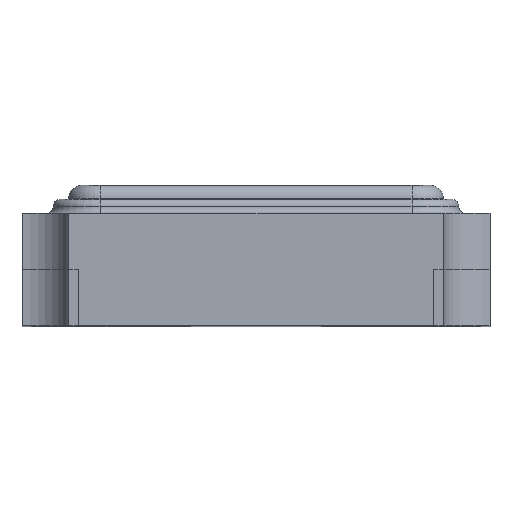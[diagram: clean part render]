
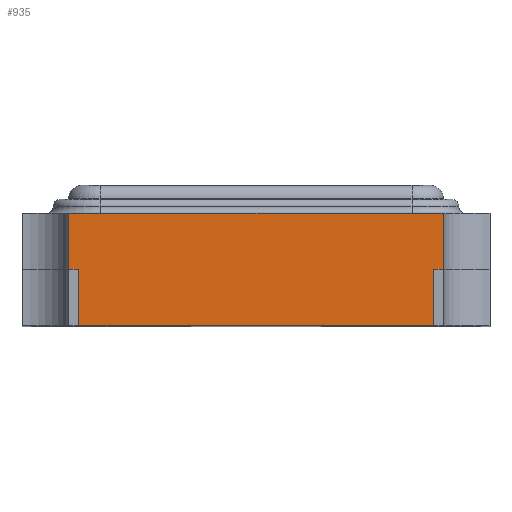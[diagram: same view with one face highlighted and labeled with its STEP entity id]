
A CAD part, top view. The second image highlights one B-rep face of the part: STEP entity #935.
In plain terms, the highlighted planar face has unit normal (0, 0, 1).
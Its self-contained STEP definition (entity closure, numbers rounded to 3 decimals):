
#58 = DIRECTION ( 'NONE',  ( -1., 0., 0. ) ) ;
#67 = EDGE_CURVE ( 'NONE', #2316, #170, #3226, .T. ) ;
#88 = LINE ( 'NONE', #1229, #3550 ) ;
#132 = LINE ( 'NONE', #3631, #638 ) ;
#170 = VERTEX_POINT ( 'NONE', #1335 ) ;
#192 = CARTESIAN_POINT ( 'NONE',  ( -0.95, 0., 1.6 ) ) ;
#242 = VERTEX_POINT ( 'NONE', #3846 ) ;
#275 = CARTESIAN_POINT ( 'NONE',  ( 1., 0.6, 1.6 ) ) ;
#358 = VECTOR ( 'NONE', #2296, 1000. ) ;
#418 = AXIS2_PLACEMENT_3D ( 'NONE', #3409, #3484, #3118 ) ;
#447 = ORIENTED_EDGE ( 'NONE', *, *, #67, .F. ) ;
#477 = VECTOR ( 'NONE', #1503, 1000. ) ;
#513 = VERTEX_POINT ( 'NONE', #1627 ) ;
#518 = PLANE ( 'NONE',  #418 ) ;
#557 = ORIENTED_EDGE ( 'NONE', *, *, #3029, .T. ) ;
#607 = VECTOR ( 'NONE', #58, 1000. ) ;
#617 = CARTESIAN_POINT ( 'NONE',  ( -0.95, 0.3, 1.6 ) ) ;
#638 = VECTOR ( 'NONE', #939, 1000. ) ;
#806 = VERTEX_POINT ( 'NONE', #1925 ) ;
#890 = EDGE_CURVE ( 'NONE', #2042, #513, #997, .T. ) ;
#935 = ADVANCED_FACE ( 'NONE', ( #1621 ), #518, .F. ) ;
#939 = DIRECTION ( 'NONE',  ( 1., 0., 0. ) ) ;
#997 = LINE ( 'NONE', #3386, #1594 ) ;
#1063 = ORIENTED_EDGE ( 'NONE', *, *, #3188, .F. ) ;
#1090 = VECTOR ( 'NONE', #3010, 1000. ) ;
#1103 = CARTESIAN_POINT ( 'NONE',  ( -1.25, 0., 1.6 ) ) ;
#1229 = CARTESIAN_POINT ( 'NONE',  ( 0., 0.3, 1.6 ) ) ;
#1313 = EDGE_CURVE ( 'NONE', #242, #806, #2328, .T. ) ;
#1314 = ORIENTED_EDGE ( 'NONE', *, *, #1313, .F. ) ;
#1335 = CARTESIAN_POINT ( 'NONE',  ( 0.95, 0., 1.6 ) ) ;
#1503 = DIRECTION ( 'NONE',  ( 0., -1., 0. ) ) ;
#1564 = LINE ( 'NONE', #3713, #607 ) ;
#1594 = VECTOR ( 'NONE', #3093, 1000. ) ;
#1621 = FACE_OUTER_BOUND ( 'NONE', #2899, .T. ) ;
#1627 = CARTESIAN_POINT ( 'NONE',  ( 1., 0.3, 1.6 ) ) ;
#1631 = ORIENTED_EDGE ( 'NONE', *, *, #890, .F. ) ;
#1792 = EDGE_CURVE ( 'NONE', #3847, #170, #3208, .T. ) ;
#1925 = CARTESIAN_POINT ( 'NONE',  ( -1., 0.6, 1.6 ) ) ;
#2012 = VERTEX_POINT ( 'NONE', #617 ) ;
#2042 = VERTEX_POINT ( 'NONE', #275 ) ;
#2079 = CARTESIAN_POINT ( 'NONE',  ( 0.95, 1.645, 1.6 ) ) ;
#2212 = ORIENTED_EDGE ( 'NONE', *, *, #2754, .F. ) ;
#2296 = DIRECTION ( 'NONE',  ( 1., 0., 0. ) ) ;
#2316 = VERTEX_POINT ( 'NONE', #2975 ) ;
#2328 = LINE ( 'NONE', #2986, #3112 ) ;
#2389 = DIRECTION ( 'NONE',  ( 0., 1., 0. ) ) ;
#2426 = DIRECTION ( 'NONE',  ( -1., 0., 0. ) ) ;
#2717 = CARTESIAN_POINT ( 'NONE',  ( -0.95, 1.645, 1.6 ) ) ;
#2754 = EDGE_CURVE ( 'NONE', #806, #2042, #132, .T. ) ;
#2899 = EDGE_LOOP ( 'NONE', ( #1314, #1063, #557, #3588, #447, #2942, #1631, #2212 ) ) ;
#2942 = ORIENTED_EDGE ( 'NONE', *, *, #3032, .F. ) ;
#2975 = CARTESIAN_POINT ( 'NONE',  ( 0.95, 0.3, 1.6 ) ) ;
#2986 = CARTESIAN_POINT ( 'NONE',  ( -1., 0.6, 1.6 ) ) ;
#3010 = DIRECTION ( 'NONE',  ( 0., -1., 0. ) ) ;
#3027 = LINE ( 'NONE', #2717, #1090 ) ;
#3029 = EDGE_CURVE ( 'NONE', #2012, #3847, #3027, .T. ) ;
#3032 = EDGE_CURVE ( 'NONE', #513, #2316, #88, .T. ) ;
#3093 = DIRECTION ( 'NONE',  ( 0., -1., 0. ) ) ;
#3112 = VECTOR ( 'NONE', #2389, 1000. ) ;
#3118 = DIRECTION ( 'NONE',  ( -1., 0., 0. ) ) ;
#3188 = EDGE_CURVE ( 'NONE', #2012, #242, #1564, .T. ) ;
#3208 = LINE ( 'NONE', #1103, #358 ) ;
#3226 = LINE ( 'NONE', #2079, #477 ) ;
#3386 = CARTESIAN_POINT ( 'NONE',  ( 1., 0.6, 1.6 ) ) ;
#3409 = CARTESIAN_POINT ( 'NONE',  ( -1.25, 4.661, 1.6 ) ) ;
#3484 = DIRECTION ( 'NONE',  ( 0., 0., -1. ) ) ;
#3550 = VECTOR ( 'NONE', #2426, 1000. ) ;
#3588 = ORIENTED_EDGE ( 'NONE', *, *, #1792, .T. ) ;
#3631 = CARTESIAN_POINT ( 'NONE',  ( -1.25, 0.6, 1.6 ) ) ;
#3713 = CARTESIAN_POINT ( 'NONE',  ( 0., 0.3, 1.6 ) ) ;
#3846 = CARTESIAN_POINT ( 'NONE',  ( -1., 0.3, 1.6 ) ) ;
#3847 = VERTEX_POINT ( 'NONE', #192 ) ;
